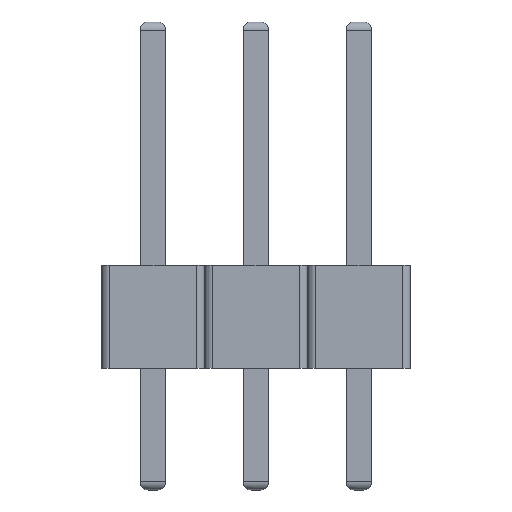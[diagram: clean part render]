
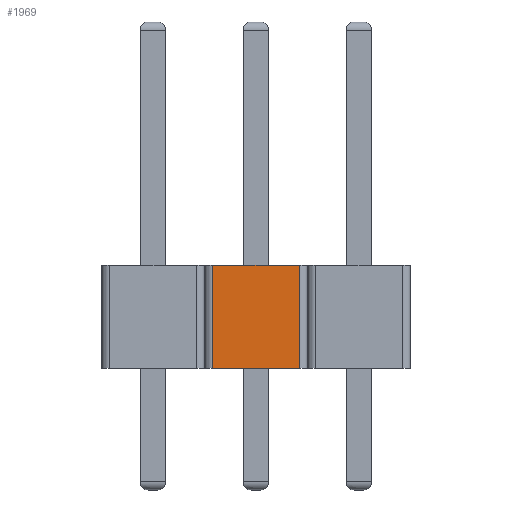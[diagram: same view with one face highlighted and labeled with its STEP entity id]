
A CAD part, top view. The second image highlights one B-rep face of the part: STEP entity #1969.
In plain terms, the highlighted planar face has unit normal (0, 0, 1).
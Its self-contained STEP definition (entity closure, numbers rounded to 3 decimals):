
#144 = CARTESIAN_POINT ( 'NONE',  ( -4.88, 2.54, 1.27 ) ) ;
#154 = DIRECTION ( 'NONE',  ( 1., 0., 0. ) ) ;
#182 = DIRECTION ( 'NONE',  ( 1., 0., 0. ) ) ;
#183 = CARTESIAN_POINT ( 'NONE',  ( -4.88, 0., 1.27 ) ) ;
#322 = EDGE_LOOP ( 'NONE', ( #1669, #1668, #1670, #1666 ) ) ;
#1058 = VECTOR ( 'NONE', #154, 1000. ) ;
#1121 = VECTOR ( 'NONE', #182, 1000. ) ;
#1184 = DIRECTION ( 'NONE',  ( -1., 0., 0. ) ) ;
#1185 = PLANE ( 'NONE',  #3271 ) ;
#1193 = CARTESIAN_POINT ( 'NONE',  ( -4.88, 2.54, 1.27 ) ) ;
#1197 = DIRECTION ( 'NONE',  ( 0., 0., -1. ) ) ;
#1303 = EDGE_CURVE ( 'NONE', #1601, #1591, #2400, .T. ) ;
#1313 = EDGE_CURVE ( 'NONE', #1580, #1581, #2407, .T. ) ;
#1489 = VECTOR ( 'NONE', #2872, 1000. ) ;
#1491 = VECTOR ( 'NONE', #2868, 1000. ) ;
#1580 = VERTEX_POINT ( 'NONE', #2600 ) ;
#1581 = VERTEX_POINT ( 'NONE', #2603 ) ;
#1591 = VERTEX_POINT ( 'NONE', #2599 ) ;
#1601 = VERTEX_POINT ( 'NONE', #2596 ) ;
#1666 = ORIENTED_EDGE ( 'NONE', *, *, #3230, .T. ) ;
#1668 = ORIENTED_EDGE ( 'NONE', *, *, #3232, .F. ) ;
#1669 = ORIENTED_EDGE ( 'NONE', *, *, #1303, .T. ) ;
#1670 = ORIENTED_EDGE ( 'NONE', *, *, #1313, .F. ) ;
#1889 = FACE_OUTER_BOUND ( 'NONE', #322, .T. ) ;
#1969 = ADVANCED_FACE ( 'NONE', ( #1889 ), #1185, .F. ) ;
#2089 = LINE ( 'NONE', #2873, #1489 ) ;
#2091 = LINE ( 'NONE', #2869, #1491 ) ;
#2400 = LINE ( 'NONE', #183, #1121 ) ;
#2407 = LINE ( 'NONE', #144, #1058 ) ;
#2596 = CARTESIAN_POINT ( 'NONE',  ( -4.88, 0., 1.27 ) ) ;
#2599 = CARTESIAN_POINT ( 'NONE',  ( -2.74, 0., 1.27 ) ) ;
#2600 = CARTESIAN_POINT ( 'NONE',  ( -4.88, 2.54, 1.27 ) ) ;
#2603 = CARTESIAN_POINT ( 'NONE',  ( -2.74, 2.54, 1.27 ) ) ;
#2868 = DIRECTION ( 'NONE',  ( 0., -1., 0. ) ) ;
#2869 = CARTESIAN_POINT ( 'NONE',  ( -2.74, 2.54, 1.27 ) ) ;
#2872 = DIRECTION ( 'NONE',  ( 0., -1., 0. ) ) ;
#2873 = CARTESIAN_POINT ( 'NONE',  ( -4.88, 2.54, 1.27 ) ) ;
#3230 = EDGE_CURVE ( 'NONE', #1580, #1601, #2089, .T. ) ;
#3232 = EDGE_CURVE ( 'NONE', #1581, #1591, #2091, .T. ) ;
#3271 = AXIS2_PLACEMENT_3D ( 'NONE', #1193, #1197, #1184 ) ;
